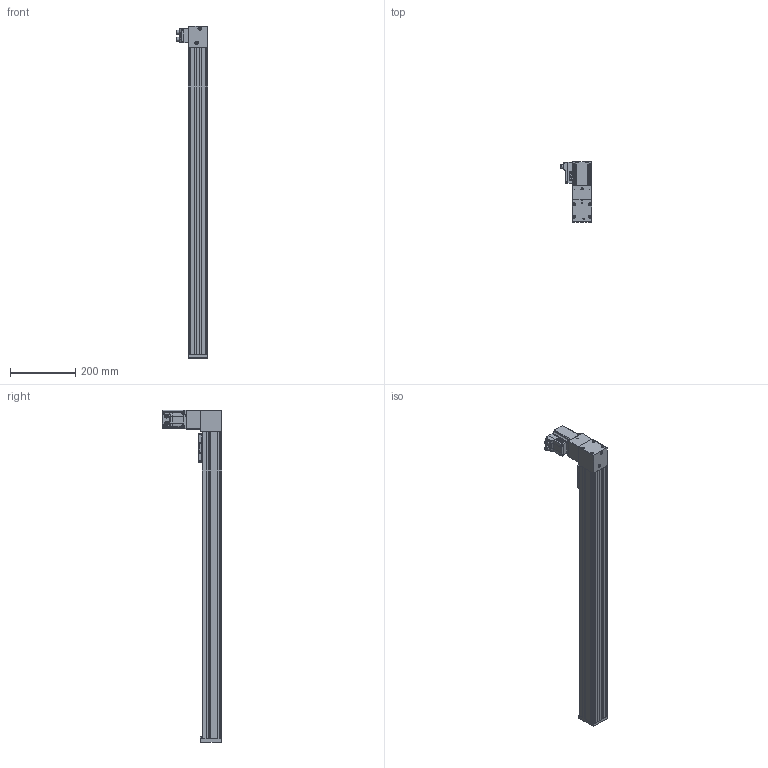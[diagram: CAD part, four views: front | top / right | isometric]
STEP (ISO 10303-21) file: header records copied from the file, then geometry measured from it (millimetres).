
FILE_DESCRIPTION(/* description */ ('STEP AP214'),/* implementation_level */ '2;1');
FILE_NAME(/* name */ '8083574_ELGS-TB-KF-60-800-ST-M-H1-PLK-AA',/* time_stamp */ '2024-08-27T20:54:30+02:00',/* author */ ('License CC BY-ND 4.0'),/* organization */ ('CADENAS'),/* preprocessor_version */ 'ST-DEVELOPER v19.3',/* originating_system */ 'PARTsolutions',/* authorisation */ ' ');
FILE_SCHEMA (('AUTOMOTIVE_DESIGN {1 0 10303 214 3 1 1}'));
Length unit declared in the file: millimetre
Products named in the file (13): 8083574 ELGS-TB-KF-60-800-ST-M-H1-PLK-AA---(0-high); 8058609 ELGC-TB-KF-60-800---(0000h) ; 340116 G1/8-AEVU; 8058609 ELGC-TB-KF-60(s); 8141994 EAMC-30-GB16-D10x10-A; DIN-912 - M4x12(F); 4327034 EAMM-A-T42-57A---(P); ISO-4762 M4x16; ISO-4762 M4x40; 8160586 EAMC-30-GB16-D6.35x10; 4953967 EAMC-30-GS16; ISO-4762 M4x12; 8084400 EMCS-57---(high)
Assembly tree (18 placements, depth 2):
  8083574 ELGS-TB-KF-60-800-ST-M-H1-PLK-AA---(0-high)
    8058609 ELGC-TB-KF-60-800---(0000h) 
    340116 G1/8-AEVU
    8058609 ELGC-TB-KF-60(s)
    8141994 EAMC-30-GB16-D10x10-A
    DIN-912 - M4x12(F)
    4327034 EAMM-A-T42-57A---(P)
    ISO-4762 M4x16  x4
    ISO-4762 M4x40  x4
    8160586 EAMC-30-GB16-D6.35x10
    4953967 EAMC-30-GS16
    ISO-4762 M4x12
    8084400 EMCS-57---(high)
Bounding box: 97.3 x 182 x 1016 mm (x, y, z)
Volume: 3396323.8 mm3; surface area: 523259.1 mm2
Topology: 18 solids, 18 shells, 1628 faces, 4109 edges, 2661 vertices
Faces by surface type: plane 774, cylinder 625, cone 183, torus 46
Full cylindrical faces by diameter (mm): 0.8 x8, 1.5 x4, 2.459 x4, 3.242 x13, 4 x12, 4.134 x6, 4.4 x4, 4.5 x5, 5 x6, 5.5 x10, 6.2 x1, 6.3 x2, 6.35 x1, 7 x18, 7.4 x1, 8 x4, 8.1 x4, 8.3 x1, 8.5 x2, 8.566 x1, 8.6 x4, 9 x1, 9.02 x2, 10 x2, 10.1 x2, 10.7 x2, 11 x1, 12 x2, 14 x1, 32 x1
Entity records: 48503 total; most frequent: CARTESIAN_POINT 7835, DIRECTION 7706, ORIENTED_EDGE 6930, EDGE_CURVE 3465, AXIS2_PLACEMENT_3D 2885, VERTEX_POINT 2403, LINE 1936, VECTOR 1936
